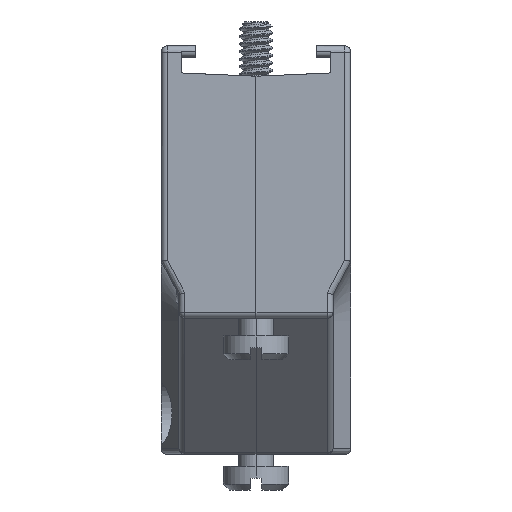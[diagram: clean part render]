
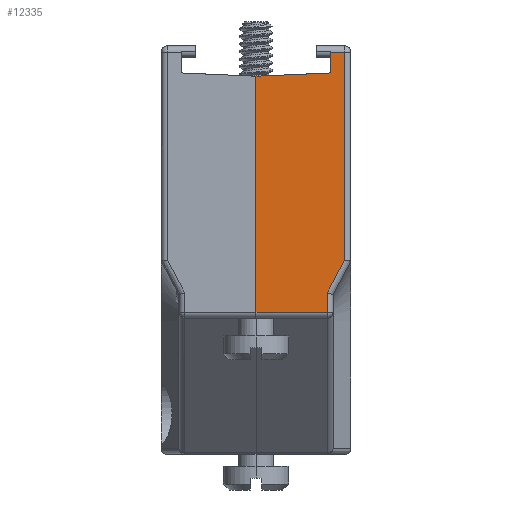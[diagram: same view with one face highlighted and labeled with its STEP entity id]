
A CAD part, left-side view. The second image highlights one B-rep face of the part: STEP entity #12335.
In plain terms, the highlighted planar face has unit normal (-1, 0, 0).
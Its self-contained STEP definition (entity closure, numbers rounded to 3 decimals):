
#17 = CARTESIAN_POINT ( 'NONE',  ( 0., -8.107, -18.714 ) ) ;
#894 = CARTESIAN_POINT ( 'NONE',  ( 0., -0.95, -2.575 ) ) ;
#916 = ORIENTED_EDGE ( 'NONE', *, *, #22956, .T. ) ;
#937 = LINE ( 'NONE', #16364, #14753 ) ;
#1219 = CARTESIAN_POINT ( 'NONE',  ( 0., -8.95, -0.55 ) ) ;
#1565 = LINE ( 'NONE', #9111, #33395 ) ;
#2149 = VECTOR ( 'NONE', #2372, 1000. ) ;
#2229 = EDGE_CURVE ( 'NONE', #4064, #4327, #16996, .T. ) ;
#2372 = DIRECTION ( 'NONE',  ( 0., 0., 1. ) ) ;
#3184 = ORIENTED_EDGE ( 'NONE', *, *, #11346, .F. ) ;
#3664 = DIRECTION ( 'NONE',  ( -1., 0., 0. ) ) ;
#3910 = DIRECTION ( 'NONE',  ( 0., -1., 0. ) ) ;
#4064 = VERTEX_POINT ( 'NONE', #21789 ) ;
#4125 = EDGE_CURVE ( 'NONE', #19071, #32071, #937, .T. ) ;
#4327 = VERTEX_POINT ( 'NONE', #34413 ) ;
#5266 = CARTESIAN_POINT ( 'NONE',  ( 0., -8.45, -18.075 ) ) ;
#5278 = VERTEX_POINT ( 'NONE', #14612 ) ;
#5797 = CARTESIAN_POINT ( 'NONE',  ( 0., -7.765, -19.354 ) ) ;
#5945 = DIRECTION ( 'NONE',  ( 0., 0., 1. ) ) ;
#6188 = CARTESIAN_POINT ( 'NONE',  ( 0., -8.45, -18.075 ) ) ;
#6359 = VECTOR ( 'NONE', #27743, 1000. ) ;
#6882 = DIRECTION ( 'NONE',  ( 0., 0., 1. ) ) ;
#7128 = CARTESIAN_POINT ( 'NONE',  ( 0., -0.95, 0. ) ) ;
#8429 = CARTESIAN_POINT ( 'NONE',  ( 0., -7.107, -20.581 ) ) ;
#8571 = FACE_OUTER_BOUND ( 'NONE', #20277, .T. ) ;
#9111 = CARTESIAN_POINT ( 'NONE',  ( 0., -8.45, -0.55 ) ) ;
#10193 = B_SPLINE_CURVE_WITH_KNOTS ( 'NONE', 3,
 ( #18953, #8429, #26478, #18596, #5797, #17, #5266 ),
 .UNSPECIFIED., .F., .F.,
 ( 4, 3, 4 ),
 ( 0., 0.001, 0.003 ),
 .UNSPECIFIED. ) ;
#11346 = EDGE_CURVE ( 'NONE', #5278, #32071, #15696, .T. ) ;
#11456 = CARTESIAN_POINT ( 'NONE',  ( 0., -7.25, -2.3 ) ) ;
#11751 = DIRECTION ( 'NONE',  ( 0., 0., 1. ) ) ;
#11753 = DIRECTION ( 'NONE',  ( 0., 1., 0. ) ) ;
#12119 = ORIENTED_EDGE ( 'NONE', *, *, #2229, .T. ) ;
#12335 = ADVANCED_FACE ( 'NONE', ( #8571 ), #19266, .T. ) ;
#12492 = CARTESIAN_POINT ( 'NONE',  ( 0., -8.95, -22.5 ) ) ;
#12504 = VERTEX_POINT ( 'NONE', #17836 ) ;
#14083 = CARTESIAN_POINT ( 'NONE',  ( 0., -6.95, 0. ) ) ;
#14246 = ORIENTED_EDGE ( 'NONE', *, *, #25572, .F. ) ;
#14612 = CARTESIAN_POINT ( 'NONE',  ( 0., -0.95, -22.5 ) ) ;
#14753 = VECTOR ( 'NONE', #21959, 1000. ) ;
#15696 = LINE ( 'NONE', #7128, #2149 ) ;
#16364 = CARTESIAN_POINT ( 'NONE',  ( 0., -7.25, -2.3 ) ) ;
#16996 = LINE ( 'NONE', #1219, #26988 ) ;
#17836 = CARTESIAN_POINT ( 'NONE',  ( 0., -6.95, -22.5 ) ) ;
#17905 = EDGE_CURVE ( 'NONE', #28216, #4064, #1565, .T. ) ;
#18596 = CARTESIAN_POINT ( 'NONE',  ( 0., -7.422, -19.993 ) ) ;
#18865 = ORIENTED_EDGE ( 'NONE', *, *, #29665, .T. ) ;
#18953 = CARTESIAN_POINT ( 'NONE',  ( 0., -6.95, -20.875 ) ) ;
#18990 = ORIENTED_EDGE ( 'NONE', *, *, #4125, .T. ) ;
#19071 = VERTEX_POINT ( 'NONE', #11456 ) ;
#19266 = PLANE ( 'NONE',  #22361 ) ;
#20277 = EDGE_LOOP ( 'NONE', ( #24462, #20891, #12119, #14246, #18990, #3184, #18865, #916 ) ) ;
#20540 = LINE ( 'NONE', #12492, #24354 ) ;
#20891 = ORIENTED_EDGE ( 'NONE', *, *, #17905, .T. ) ;
#21789 = CARTESIAN_POINT ( 'NONE',  ( 0., -8.45, -0.55 ) ) ;
#21959 = DIRECTION ( 'NONE',  ( 0., 0.999, -0.044 ) ) ;
#22361 = AXIS2_PLACEMENT_3D ( 'NONE', #27677, #3664, #5945 ) ;
#22956 = EDGE_CURVE ( 'NONE', #12504, #33503, #30892, .T. ) ;
#24354 = VECTOR ( 'NONE', #3910, 1000. ) ;
#24462 = ORIENTED_EDGE ( 'NONE', *, *, #31208, .T. ) ;
#24794 = VECTOR ( 'NONE', #6882, 1000. ) ;
#25253 = CARTESIAN_POINT ( 'NONE',  ( 0., -7.25, -2.3 ) ) ;
#25572 = EDGE_CURVE ( 'NONE', #19071, #4327, #28254, .T. ) ;
#26478 = CARTESIAN_POINT ( 'NONE',  ( 0., -7.265, -20.287 ) ) ;
#26988 = VECTOR ( 'NONE', #11753, 1000. ) ;
#27677 = CARTESIAN_POINT ( 'NONE',  ( 0., -8.95, 0. ) ) ;
#27743 = DIRECTION ( 'NONE',  ( 0., 0., 1. ) ) ;
#28216 = VERTEX_POINT ( 'NONE', #6188 ) ;
#28254 = LINE ( 'NONE', #25253, #6359 ) ;
#29665 = EDGE_CURVE ( 'NONE', #5278, #12504, #20540, .T. ) ;
#30892 = LINE ( 'NONE', #14083, #24794 ) ;
#31208 = EDGE_CURVE ( 'NONE', #33503, #28216, #10193, .T. ) ;
#31927 = CARTESIAN_POINT ( 'NONE',  ( 0., -6.95, -20.875 ) ) ;
#32071 = VERTEX_POINT ( 'NONE', #894 ) ;
#33395 = VECTOR ( 'NONE', #11751, 1000. ) ;
#33503 = VERTEX_POINT ( 'NONE', #31927 ) ;
#34413 = CARTESIAN_POINT ( 'NONE',  ( 0., -7.25, -0.55 ) ) ;
